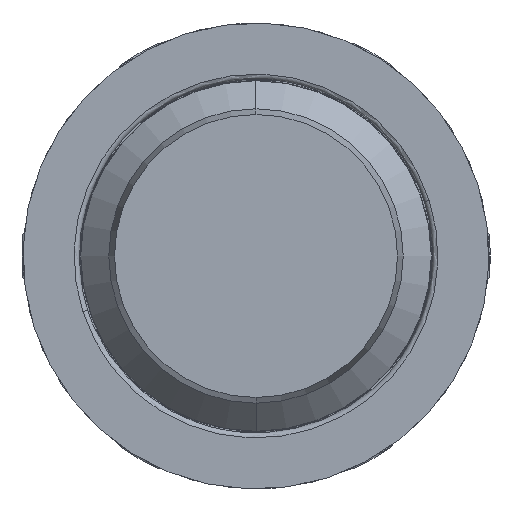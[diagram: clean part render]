
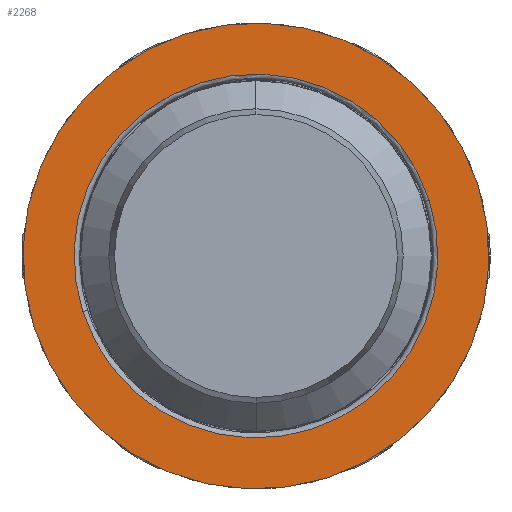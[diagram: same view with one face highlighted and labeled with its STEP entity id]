
A CAD part, front view. The second image highlights one B-rep face of the part: STEP entity #2268.
In plain terms, the highlighted planar face has unit normal (0, -1, 0).
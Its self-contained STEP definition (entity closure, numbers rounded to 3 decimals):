
#88 = EDGE_LOOP ( 'NONE', ( #2726, #2727 ) ) ;
#92 = EDGE_LOOP ( 'NONE', ( #2724, #2725 ) ) ;
#1042 = FACE_BOUND ( 'NONE', #92, .T. ) ;
#1046 = FACE_OUTER_BOUND ( 'NONE', #88, .T. ) ;
#1280 = AXIS2_PLACEMENT_3D ( 'NONE', #5777, #5778, #5779 ) ;
#1302 = AXIS2_PLACEMENT_3D ( 'NONE', #5871, #5872, #5873 ) ;
#1739 = CARTESIAN_POINT ( 'NONE',  ( 8.14, 8.3, 2.615 ) ) ;
#1763 = CARTESIAN_POINT ( 'NONE',  ( -8.14, 8.3, -2.615 ) ) ;
#1791 = CARTESIAN_POINT ( 'NONE',  ( -10.425, 8.3, -3.349 ) ) ;
#1797 = CARTESIAN_POINT ( 'NONE',  ( 10.425, 8.3, 3.349 ) ) ;
#2268 = ADVANCED_FACE ( 'NONE', ( #1042, #1046 ), #4414, .T. ) ;
#2724 = ORIENTED_EDGE ( 'NONE', *, *, #4362, .T. ) ;
#2725 = ORIENTED_EDGE ( 'NONE', *, *, #3765, .T. ) ;
#2726 = ORIENTED_EDGE ( 'NONE', *, *, #4358, .T. ) ;
#2727 = ORIENTED_EDGE ( 'NONE', *, *, #3731, .T. ) ;
#3341 = AXIS2_PLACEMENT_3D ( 'NONE', #4421, #4422, #4423 ) ;
#3420 = AXIS2_PLACEMENT_3D ( 'NONE', #3549, #3550, #3551 ) ;
#3424 = AXIS2_PLACEMENT_3D ( 'NONE', #3561, #3562, #3563 ) ;
#3549 = CARTESIAN_POINT ( 'NONE',  ( 0., 8.3, 0. ) ) ;
#3550 = DIRECTION ( 'NONE',  ( 0., -1., 0. ) ) ;
#3551 = DIRECTION ( 'NONE',  ( 0.952, 0., 0.306 ) ) ;
#3561 = CARTESIAN_POINT ( 'NONE',  ( 0., 8.3, 0. ) ) ;
#3562 = DIRECTION ( 'NONE',  ( 0., 1., 0. ) ) ;
#3563 = DIRECTION ( 'NONE',  ( 0.952, 0., 0.306 ) ) ;
#3731 = EDGE_CURVE ( 'NONE', #4262, #4256, #6230, .T. ) ;
#3765 = EDGE_CURVE ( 'NONE', #4228, #4204, #6273, .T. ) ;
#4204 = VERTEX_POINT ( 'NONE', #1739 ) ;
#4228 = VERTEX_POINT ( 'NONE', #1763 ) ;
#4256 = VERTEX_POINT ( 'NONE', #1791 ) ;
#4262 = VERTEX_POINT ( 'NONE', #1797 ) ;
#4358 = EDGE_CURVE ( 'NONE', #4256, #4262, #6472, .T. ) ;
#4362 = EDGE_CURVE ( 'NONE', #4204, #4228, #6476, .T. ) ;
#4414 = PLANE ( 'NONE',  #3341 ) ;
#4421 = CARTESIAN_POINT ( 'NONE',  ( 0., 8.3, 0. ) ) ;
#4422 = DIRECTION ( 'NONE',  ( 0., -1., 0. ) ) ;
#4423 = DIRECTION ( 'NONE',  ( 0.952, 0., 0.306 ) ) ;
#5777 = CARTESIAN_POINT ( 'NONE',  ( 0., 8.3, 0. ) ) ;
#5778 = DIRECTION ( 'NONE',  ( 0., -1., 0. ) ) ;
#5779 = DIRECTION ( 'NONE',  ( 0.952, 0., 0.306 ) ) ;
#5871 = CARTESIAN_POINT ( 'NONE',  ( 0., 8.3, 0. ) ) ;
#5872 = DIRECTION ( 'NONE',  ( 0., 1., 0. ) ) ;
#5873 = DIRECTION ( 'NONE',  ( 0.952, 0., 0.306 ) ) ;
#6230 = CIRCLE ( 'NONE', #1280, 10.95 ) ;
#6273 = CIRCLE ( 'NONE', #1302, 8.55 ) ;
#6472 = CIRCLE ( 'NONE', #3420, 10.95 ) ;
#6476 = CIRCLE ( 'NONE', #3424, 8.55 ) ;
